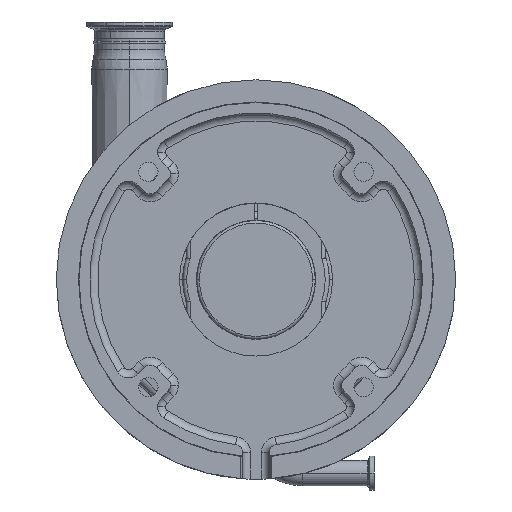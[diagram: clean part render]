
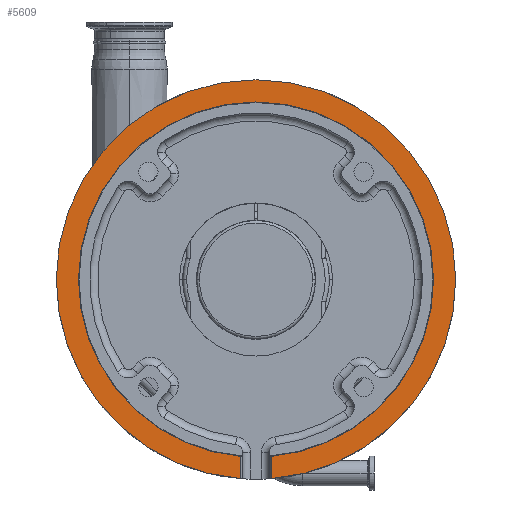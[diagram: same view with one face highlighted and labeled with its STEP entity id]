
A CAD part, top view. The second image highlights one B-rep face of the part: STEP entity #5609.
In plain terms, the highlighted planar face has unit normal (0, 0, 1).
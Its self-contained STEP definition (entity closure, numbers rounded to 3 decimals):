
#242 = VERTEX_POINT ( 'NONE', #20764 ) ;
#652 = CARTESIAN_POINT ( 'NONE',  ( 0., 0., 197. ) ) ;
#884 = DIRECTION ( 'NONE',  ( 0., 0., -1. ) ) ;
#1718 = CIRCLE ( 'NONE', #13495, 133.35 ) ;
#2005 = DIRECTION ( 'NONE',  ( 1., 0., 0. ) ) ;
#2507 = ORIENTED_EDGE ( 'NONE', *, *, #9360, .F. ) ;
#2797 = VERTEX_POINT ( 'NONE', #23464 ) ;
#3318 = CARTESIAN_POINT ( 'NONE',  ( 11.528, -170.402, 197. ) ) ;
#3931 = CARTESIAN_POINT ( 'NONE',  ( 0., 0., 197. ) ) ;
#3983 = CARTESIAN_POINT ( 'NONE',  ( -11.528, -99.499, 197. ) ) ;
#3993 = DIRECTION ( 'NONE',  ( 0., 1., 0. ) ) ;
#3994 = CARTESIAN_POINT ( 'NONE',  ( 11.528, -149.556, 197. ) ) ;
#4076 = ORIENTED_EDGE ( 'NONE', *, *, #5532, .T. ) ;
#5013 = DIRECTION ( 'NONE',  ( 1., 0., 0. ) ) ;
#5228 = VERTEX_POINT ( 'NONE', #22242 ) ;
#5366 = CARTESIAN_POINT ( 'NONE',  ( 0., 0., 197. ) ) ;
#5532 = EDGE_CURVE ( 'NONE', #5228, #2797, #13669, .T. ) ;
#5609 = ADVANCED_FACE ( 'NONE', ( #9694 ), #16964, .T. ) ;
#6133 = AXIS2_PLACEMENT_3D ( 'NONE', #5366, #16459, #11329 ) ;
#6240 = CARTESIAN_POINT ( 'NONE',  ( -11.528, -149.556, 197. ) ) ;
#6592 = CARTESIAN_POINT ( 'NONE',  ( 0., 0., 197. ) ) ;
#6707 = VERTEX_POINT ( 'NONE', #13198 ) ;
#6984 = VECTOR ( 'NONE', #16724, 1000. ) ;
#7482 = VERTEX_POINT ( 'NONE', #7776 ) ;
#7587 = ORIENTED_EDGE ( 'NONE', *, *, #9553, .F. ) ;
#7746 = DIRECTION ( 'NONE',  ( 0., 0., -1. ) ) ;
#7776 = CARTESIAN_POINT ( 'NONE',  ( 150., 0., 197. ) ) ;
#7901 = DIRECTION ( 'NONE',  ( 0., 0., 1. ) ) ;
#8020 = CARTESIAN_POINT ( 'NONE',  ( 0., 0., 197. ) ) ;
#8214 = CARTESIAN_POINT ( 'NONE',  ( -150., 0., 197. ) ) ;
#8603 = CARTESIAN_POINT ( 'NONE',  ( 0., 0., 197. ) ) ;
#9193 = CIRCLE ( 'NONE', #16801, 150. ) ;
#9360 = EDGE_CURVE ( 'NONE', #20752, #7482, #9193, .T. ) ;
#9516 = EDGE_CURVE ( 'NONE', #10995, #20752, #17185, .T. ) ;
#9553 = EDGE_CURVE ( 'NONE', #7482, #10188, #10329, .T. ) ;
#9694 = FACE_OUTER_BOUND ( 'NONE', #19389, .T. ) ;
#9947 = ORIENTED_EDGE ( 'NONE', *, *, #19162, .F. ) ;
#10045 = DIRECTION ( 'NONE',  ( 1., 0., 0. ) ) ;
#10188 = VERTEX_POINT ( 'NONE', #3994 ) ;
#10329 = CIRCLE ( 'NONE', #6133, 150. ) ;
#10995 = VERTEX_POINT ( 'NONE', #6240 ) ;
#11107 = ORIENTED_EDGE ( 'NONE', *, *, #18009, .T. ) ;
#11329 = DIRECTION ( 'NONE',  ( -1., 0., 0. ) ) ;
#11424 = AXIS2_PLACEMENT_3D ( 'NONE', #17644, #21307, #5013 ) ;
#12768 = DIRECTION ( 'NONE',  ( 0., 0., -1. ) ) ;
#13198 = CARTESIAN_POINT ( 'NONE',  ( 133.35, 0., 197. ) ) ;
#13495 = AXIS2_PLACEMENT_3D ( 'NONE', #6592, #13866, #10045 ) ;
#13669 = CIRCLE ( 'NONE', #15212, 133.35 ) ;
#13866 = DIRECTION ( 'NONE',  ( 0., 0., -1. ) ) ;
#15070 = LINE ( 'NONE', #3983, #6984 ) ;
#15212 = AXIS2_PLACEMENT_3D ( 'NONE', #8020, #884, #2005 ) ;
#15317 = DIRECTION ( 'NONE',  ( 1., 0., 0. ) ) ;
#15332 = ORIENTED_EDGE ( 'NONE', *, *, #15791, .F. ) ;
#15337 = ORIENTED_EDGE ( 'NONE', *, *, #22139, .T. ) ;
#15669 = AXIS2_PLACEMENT_3D ( 'NONE', #8603, #7746, #18583 ) ;
#15791 = EDGE_CURVE ( 'NONE', #5228, #10995, #15070, .T. ) ;
#16459 = DIRECTION ( 'NONE',  ( 0., 0., -1. ) ) ;
#16724 = DIRECTION ( 'NONE',  ( 0., -1., 0. ) ) ;
#16801 = AXIS2_PLACEMENT_3D ( 'NONE', #3931, #12768, #22220 ) ;
#16964 = PLANE ( 'NONE',  #23165 ) ;
#17185 = CIRCLE ( 'NONE', #15669, 150. ) ;
#17226 = ORIENTED_EDGE ( 'NONE', *, *, #9516, .F. ) ;
#17644 = CARTESIAN_POINT ( 'NONE',  ( 0., 0., 197. ) ) ;
#18009 = EDGE_CURVE ( 'NONE', #2797, #6707, #1718, .T. ) ;
#18583 = DIRECTION ( 'NONE',  ( -1., 0., 0. ) ) ;
#19162 = EDGE_CURVE ( 'NONE', #10188, #242, #20291, .T. ) ;
#19389 = EDGE_LOOP ( 'NONE', ( #17226, #15332, #4076, #11107, #15337, #9947, #7587, #2507 ) ) ;
#20291 = LINE ( 'NONE', #3318, #21940 ) ;
#20752 = VERTEX_POINT ( 'NONE', #8214 ) ;
#20764 = CARTESIAN_POINT ( 'NONE',  ( 11.528, -132.851, 197. ) ) ;
#21307 = DIRECTION ( 'NONE',  ( 0., 0., -1. ) ) ;
#21674 = CIRCLE ( 'NONE', #11424, 133.35 ) ;
#21940 = VECTOR ( 'NONE', #3993, 1000. ) ;
#22139 = EDGE_CURVE ( 'NONE', #6707, #242, #21674, .T. ) ;
#22220 = DIRECTION ( 'NONE',  ( -1., 0., 0. ) ) ;
#22242 = CARTESIAN_POINT ( 'NONE',  ( -11.528, -132.851, 197. ) ) ;
#23165 = AXIS2_PLACEMENT_3D ( 'NONE', #652, #7901, #15317 ) ;
#23464 = CARTESIAN_POINT ( 'NONE',  ( -133.35, 0., 197. ) ) ;
